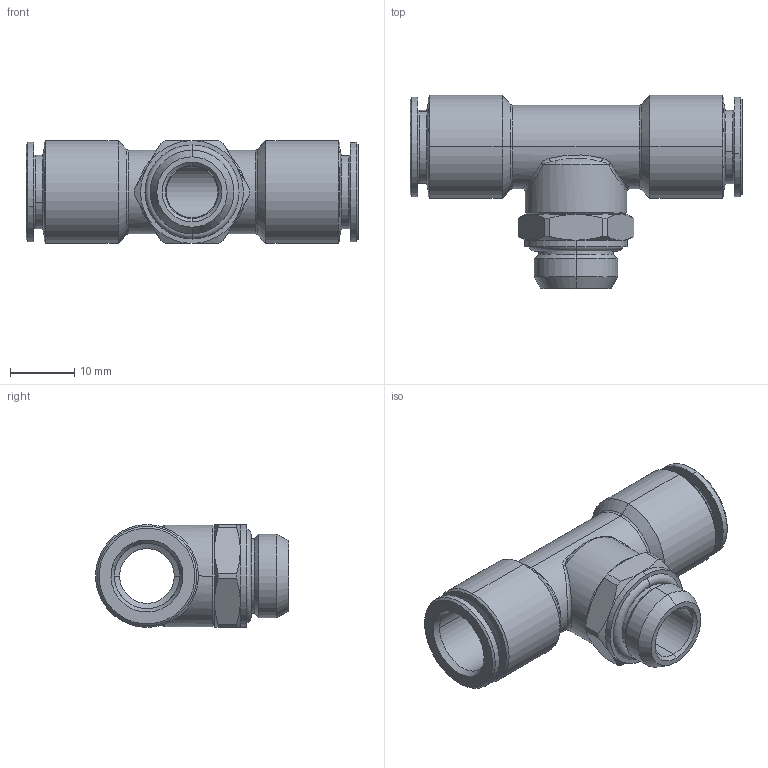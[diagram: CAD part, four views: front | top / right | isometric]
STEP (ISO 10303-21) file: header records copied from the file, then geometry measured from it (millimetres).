
FILE_DESCRIPTION (( 'STEP AP203' ), '1' );
FILE_NAME ('A0110052.STEP', '2009-03-10T09:38:48', ( 'UT1' ), ( 'sopra-pneumatic' ), 'SwSTEP 2.0', 'SolidWorks 2009', '' );
FILE_SCHEMA (( 'CONFIG_CONTROL_DESIGN' ));
Length unit declared in the file: millimetre
Products named in the file (1): A0110052
Bounding box: 51.6 x 30 x 16 mm (x, y, z)
Volume: 6729.6 mm3; surface area: 5767.3 mm2
Topology: 1 solids, 1 shells, 120 faces, 266 edges, 156 vertices
Faces by surface type: cone 50, cylinder 38, plane 16, torus 8, bspline 8
Entity records: 4053 total; most frequent: CARTESIAN_POINT 1331, DIRECTION 590, ORIENTED_EDGE 532, EDGE_CURVE 266, AXIS2_PLACEMENT_3D 255, VERTEX_POINT 156, CIRCLE 142, EDGE_LOOP 132
